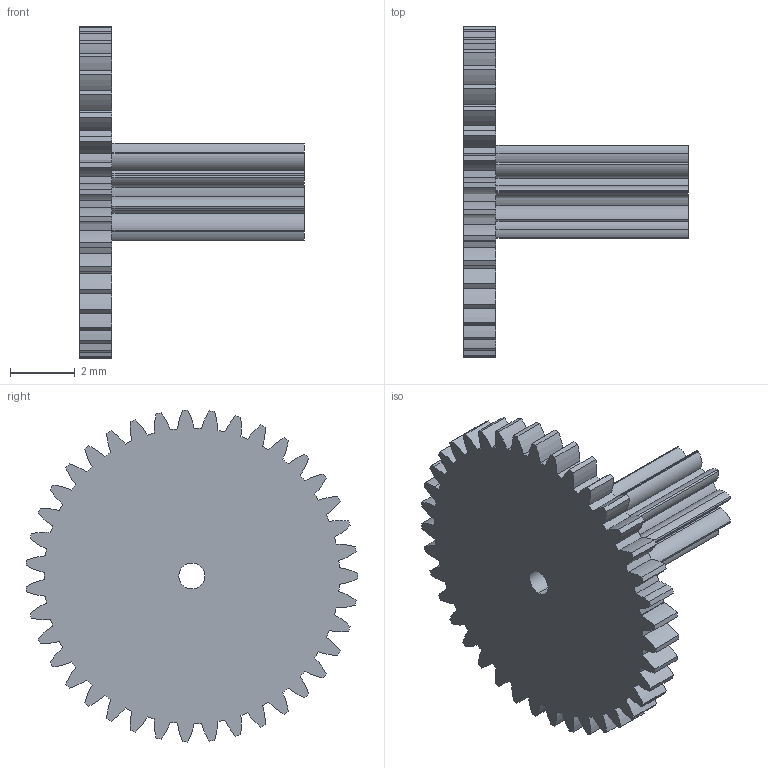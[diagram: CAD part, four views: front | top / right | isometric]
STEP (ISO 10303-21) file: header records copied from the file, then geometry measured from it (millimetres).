
FILE_DESCRIPTION (( 'STEP AP214' ), '1' );
FILE_NAME ('Gear03.STEP', '2015-07-21T18:31:28', ( '' ), ( '' ), 'SwSTEP 2.0', 'SolidWorks 2015', '' );
FILE_SCHEMA (( 'AUTOMOTIVE_DESIGN' ));
Length unit declared in the file: millimetre
Products named in the file (1): Gear03
Bounding box: 6.94 x 10.24 x 10.25 mm (x, y, z)
Volume: 96.8 mm3; surface area: 320.6 mm2
Topology: 1 solids, 1 shells, 210 faces, 621 edges, 414 vertices
Faces by surface type: cylinder 207, plane 3
Entity records: 7317 total; most frequent: DIRECTION 1457, CARTESIAN_POINT 1246, ORIENTED_EDGE 1242, AXIS2_PLACEMENT_3D 625, EDGE_CURVE 621, VERTEX_POINT 414, CIRCLE 414, EDGE_LOOP 213
